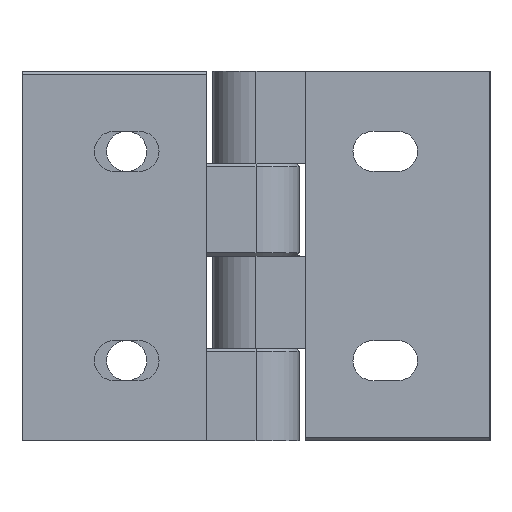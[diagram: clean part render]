
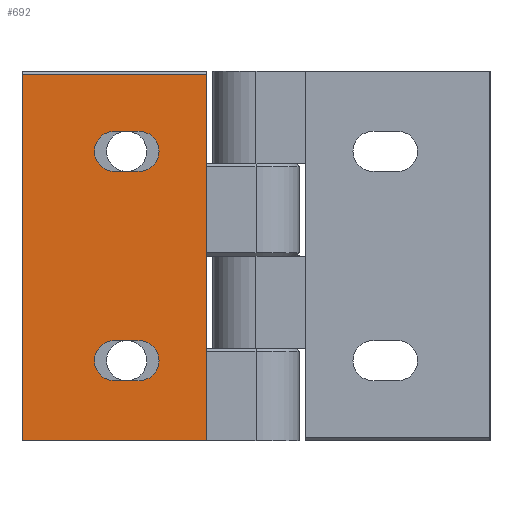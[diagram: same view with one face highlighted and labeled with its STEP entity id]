
A CAD part, front view. The second image highlights one B-rep face of the part: STEP entity #692.
In plain terms, the highlighted planar face has unit normal (0, -1, 0).
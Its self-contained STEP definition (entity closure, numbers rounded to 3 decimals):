
#33 = ORIENTED_EDGE ( 'NONE', *, *, #1506, .F. ) ;
#54 = EDGE_LOOP ( 'NONE', ( #814, #1339, #938, #2308 ) ) ;
#88 = VERTEX_POINT ( 'NONE', #3702 ) ;
#187 = VECTOR ( 'NONE', #4370, 1000. ) ;
#264 = LINE ( 'NONE', #2926, #2062 ) ;
#266 = DIRECTION ( 'NONE',  ( -1., 0., 0. ) ) ;
#300 = VERTEX_POINT ( 'NONE', #1538 ) ;
#336 = CARTESIAN_POINT ( 'NONE',  ( -8., -8.5, 30. ) ) ;
#337 = FACE_BOUND ( 'NONE', #3749, .T. ) ;
#350 = CARTESIAN_POINT ( 'NONE',  ( -8., -8.5, 29.5 ) ) ;
#456 = VERTEX_POINT ( 'NONE', #1483 ) ;
#472 = AXIS2_PLACEMENT_3D ( 'NONE', #2978, #1066, #1885 ) ;
#501 = DIRECTION ( 'NONE',  ( 0., 1., 0. ) ) ;
#563 = CARTESIAN_POINT ( 'NONE',  ( -23., -8.5, 20.25 ) ) ;
#661 = ORIENTED_EDGE ( 'NONE', *, *, #3526, .F. ) ;
#688 = CARTESIAN_POINT ( 'NONE',  ( -38., -8.5, -13.75 ) ) ;
#692 = ADVANCED_FACE ( 'NONE', ( #1348, #337, #4314 ), #3528, .F. ) ;
#707 = CARTESIAN_POINT ( 'NONE',  ( -23., -8.5, 17. ) ) ;
#711 = VERTEX_POINT ( 'NONE', #563 ) ;
#806 = LINE ( 'NONE', #1045, #4067 ) ;
#814 = ORIENTED_EDGE ( 'NONE', *, *, #2009, .F. ) ;
#823 = DIRECTION ( 'NONE',  ( 0., -1., 0. ) ) ;
#889 = DIRECTION ( 'NONE',  ( 0., 0., -1. ) ) ;
#938 = ORIENTED_EDGE ( 'NONE', *, *, #988, .F. ) ;
#984 = CIRCLE ( 'NONE', #2404, 3.25 ) ;
#988 = EDGE_CURVE ( 'NONE', #2312, #2940, #264, .T. ) ;
#1036 = DIRECTION ( 'NONE',  ( 0., 0., 1. ) ) ;
#1045 = CARTESIAN_POINT ( 'NONE',  ( -38., -8.5, 29.5 ) ) ;
#1066 = DIRECTION ( 'NONE',  ( 0., -1., 0. ) ) ;
#1097 = VERTEX_POINT ( 'NONE', #350 ) ;
#1224 = CARTESIAN_POINT ( 'NONE',  ( -23., -8.5, -17. ) ) ;
#1255 = CARTESIAN_POINT ( 'NONE',  ( -38., -8.5, 30. ) ) ;
#1339 = ORIENTED_EDGE ( 'NONE', *, *, #1534, .F. ) ;
#1348 = FACE_BOUND ( 'NONE', #2098, .T. ) ;
#1352 = AXIS2_PLACEMENT_3D ( 'NONE', #1255, #501, #3160 ) ;
#1395 = CARTESIAN_POINT ( 'NONE',  ( -19., -8.5, 13.75 ) ) ;
#1401 = AXIS2_PLACEMENT_3D ( 'NONE', #1224, #823, #4565 ) ;
#1483 = CARTESIAN_POINT ( 'NONE',  ( -19., -8.5, -20.25 ) ) ;
#1506 = EDGE_CURVE ( 'NONE', #711, #88, #984, .T. ) ;
#1517 = VECTOR ( 'NONE', #2854, 1000. ) ;
#1534 = EDGE_CURVE ( 'NONE', #2940, #1097, #806, .T. ) ;
#1538 = CARTESIAN_POINT ( 'NONE',  ( -23., -8.5, -13.75 ) ) ;
#1560 = ORIENTED_EDGE ( 'NONE', *, *, #4596, .F. ) ;
#1636 = LINE ( 'NONE', #336, #3592 ) ;
#1707 = ORIENTED_EDGE ( 'NONE', *, *, #3696, .F. ) ;
#1742 = VECTOR ( 'NONE', #3377, 1000. ) ;
#1797 = CARTESIAN_POINT ( 'NONE',  ( -38., -8.5, 20.25 ) ) ;
#1799 = EDGE_CURVE ( 'NONE', #2434, #3620, #3955, .T. ) ;
#1855 = CARTESIAN_POINT ( 'NONE',  ( -19., -8.5, 20.25 ) ) ;
#1885 = DIRECTION ( 'NONE',  ( 0., 0., -1. ) ) ;
#2009 = EDGE_CURVE ( 'NONE', #1097, #4692, #1636, .T. ) ;
#2033 = LINE ( 'NONE', #2099, #187 ) ;
#2062 = VECTOR ( 'NONE', #1036, 1000. ) ;
#2098 = EDGE_LOOP ( 'NONE', ( #33, #3935, #4097, #661 ) ) ;
#2099 = CARTESIAN_POINT ( 'NONE',  ( -38., -8.5, 13.75 ) ) ;
#2108 = CARTESIAN_POINT ( 'NONE',  ( -19., -8.5, -13.75 ) ) ;
#2227 = DIRECTION ( 'NONE',  ( 0., -1., 0. ) ) ;
#2308 = ORIENTED_EDGE ( 'NONE', *, *, #2586, .F. ) ;
#2312 = VERTEX_POINT ( 'NONE', #4705 ) ;
#2404 = AXIS2_PLACEMENT_3D ( 'NONE', #707, #2227, #2918 ) ;
#2410 = DIRECTION ( 'NONE',  ( 0., -1., 0. ) ) ;
#2434 = VERTEX_POINT ( 'NONE', #1395 ) ;
#2525 = DIRECTION ( 'NONE',  ( 1., 0., 0. ) ) ;
#2586 = EDGE_CURVE ( 'NONE', #4692, #2312, #3699, .T. ) ;
#2639 = CARTESIAN_POINT ( 'NONE',  ( -38., -8.5, -30. ) ) ;
#2789 = LINE ( 'NONE', #1797, #3692 ) ;
#2854 = DIRECTION ( 'NONE',  ( -1., 0., 0. ) ) ;
#2861 = CIRCLE ( 'NONE', #472, 3.25 ) ;
#2918 = DIRECTION ( 'NONE',  ( 0., 0., -1. ) ) ;
#2926 = CARTESIAN_POINT ( 'NONE',  ( -38., -8.5, 30. ) ) ;
#2940 = VERTEX_POINT ( 'NONE', #4772 ) ;
#2978 = CARTESIAN_POINT ( 'NONE',  ( -19., -8.5, -17. ) ) ;
#3046 = EDGE_CURVE ( 'NONE', #3620, #711, #2789, .T. ) ;
#3160 = DIRECTION ( 'NONE',  ( 0., 0., 1. ) ) ;
#3189 = VERTEX_POINT ( 'NONE', #2108 ) ;
#3216 = EDGE_CURVE ( 'NONE', #456, #3189, #2861, .T. ) ;
#3331 = CARTESIAN_POINT ( 'NONE',  ( -38., -8.5, -20.25 ) ) ;
#3343 = CARTESIAN_POINT ( 'NONE',  ( -8., -8.5, -30. ) ) ;
#3377 = DIRECTION ( 'NONE',  ( -1., 0., 0. ) ) ;
#3518 = AXIS2_PLACEMENT_3D ( 'NONE', #3966, #2410, #889 ) ;
#3526 = EDGE_CURVE ( 'NONE', #88, #2434, #2033, .T. ) ;
#3528 = PLANE ( 'NONE',  #1352 ) ;
#3546 = CARTESIAN_POINT ( 'NONE',  ( -23., -8.5, -20.25 ) ) ;
#3592 = VECTOR ( 'NONE', #3729, 1000. ) ;
#3620 = VERTEX_POINT ( 'NONE', #1855 ) ;
#3692 = VECTOR ( 'NONE', #266, 1000. ) ;
#3696 = EDGE_CURVE ( 'NONE', #300, #4484, #4826, .T. ) ;
#3699 = LINE ( 'NONE', #2639, #1742 ) ;
#3702 = CARTESIAN_POINT ( 'NONE',  ( -23., -8.5, 13.75 ) ) ;
#3729 = DIRECTION ( 'NONE',  ( 0., 0., -1. ) ) ;
#3749 = EDGE_LOOP ( 'NONE', ( #1707, #1560, #4083, #4933 ) ) ;
#3935 = ORIENTED_EDGE ( 'NONE', *, *, #3046, .F. ) ;
#3955 = CIRCLE ( 'NONE', #3518, 3.25 ) ;
#3966 = CARTESIAN_POINT ( 'NONE',  ( -19., -8.5, 17. ) ) ;
#4061 = DIRECTION ( 'NONE',  ( 1., 0., 0. ) ) ;
#4067 = VECTOR ( 'NONE', #4061, 1000. ) ;
#4083 = ORIENTED_EDGE ( 'NONE', *, *, #3216, .F. ) ;
#4097 = ORIENTED_EDGE ( 'NONE', *, *, #1799, .F. ) ;
#4195 = EDGE_CURVE ( 'NONE', #4484, #456, #4320, .T. ) ;
#4200 = VECTOR ( 'NONE', #2525, 1000. ) ;
#4314 = FACE_OUTER_BOUND ( 'NONE', #54, .T. ) ;
#4320 = LINE ( 'NONE', #3331, #4200 ) ;
#4370 = DIRECTION ( 'NONE',  ( 1., 0., 0. ) ) ;
#4484 = VERTEX_POINT ( 'NONE', #3546 ) ;
#4565 = DIRECTION ( 'NONE',  ( 0., 0., -1. ) ) ;
#4596 = EDGE_CURVE ( 'NONE', #3189, #300, #4783, .T. ) ;
#4692 = VERTEX_POINT ( 'NONE', #3343 ) ;
#4705 = CARTESIAN_POINT ( 'NONE',  ( -38., -8.5, -30. ) ) ;
#4772 = CARTESIAN_POINT ( 'NONE',  ( -38., -8.5, 29.5 ) ) ;
#4783 = LINE ( 'NONE', #688, #1517 ) ;
#4826 = CIRCLE ( 'NONE', #1401, 3.25 ) ;
#4933 = ORIENTED_EDGE ( 'NONE', *, *, #4195, .F. ) ;
